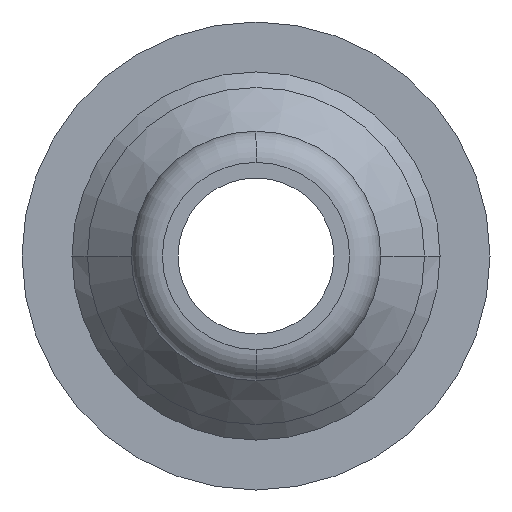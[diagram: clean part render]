
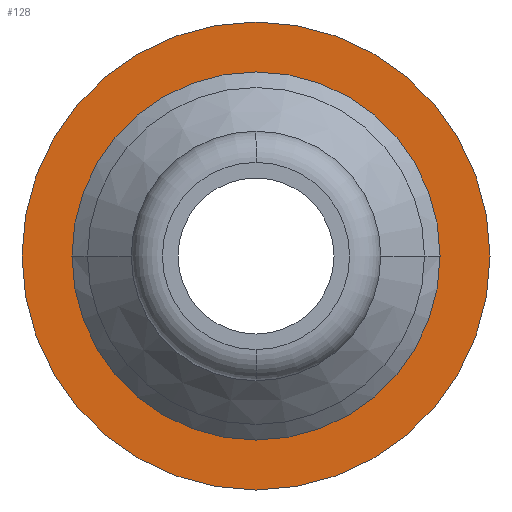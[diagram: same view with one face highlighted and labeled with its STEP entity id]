
A CAD part, front view. The second image highlights one B-rep face of the part: STEP entity #128.
In plain terms, the highlighted planar face has unit normal (0, -1, 0).
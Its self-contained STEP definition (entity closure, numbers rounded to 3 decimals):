
#128=ADVANCED_FACE('',(#281,#282),#283,.T.);
#281=FACE_OUTER_BOUND('',#460,.T.);
#282=FACE_BOUND('',#461,.T.);
#283=PLANE('',#462);
#460=EDGE_LOOP('',(#760,#761));
#461=EDGE_LOOP('',(#762,#763));
#462=AXIS2_PLACEMENT_3D('',#764,#765,#766);
#760=ORIENTED_EDGE('',*,*,#1099,.T.);
#761=ORIENTED_EDGE('',*,*,#1020,.T.);
#762=ORIENTED_EDGE('',*,*,#1050,.F.);
#763=ORIENTED_EDGE('',*,*,#1100,.F.);
#764=CARTESIAN_POINT('',(0.0,24.0,0.0));
#765=DIRECTION('',(0.0,-1.0,0.0));
#766=DIRECTION('',(-1.0,0.0,0.0));
#1020=EDGE_CURVE('',#1208,#1205,#1209,.T.);
#1050=EDGE_CURVE('',#1257,#1255,#1259,.T.);
#1099=EDGE_CURVE('',#1205,#1208,#1325,.T.);
#1100=EDGE_CURVE('',#1255,#1257,#1326,.T.);
#1205=VERTEX_POINT('',#1443);
#1208=VERTEX_POINT('',#1447);
#1209=CIRCLE('',#1448,7.5);
#1255=VERTEX_POINT('',#1503);
#1257=VERTEX_POINT('',#1506);
#1259=CIRCLE('',#1509,5.9);
#1325=CIRCLE('',#1587,7.5);
#1326=CIRCLE('',#1588,5.9);
#1443=CARTESIAN_POINT('',(7.5,24.0,0.0));
#1447=CARTESIAN_POINT('',(-7.5,24.0,0.));
#1448=AXIS2_PLACEMENT_3D('',#1715,#1716,#1717);
#1503=CARTESIAN_POINT('',(5.9,24.0,0.));
#1506=CARTESIAN_POINT('',(-5.9,24.0,0.));
#1509=AXIS2_PLACEMENT_3D('',#1765,#1766,#1767);
#1587=AXIS2_PLACEMENT_3D('',#1846,#1847,#1848);
#1588=AXIS2_PLACEMENT_3D('',#1849,#1850,#1851);
#1715=CARTESIAN_POINT('',(0.0,24.0,0.0));
#1716=DIRECTION('',(0.0,-1.0,0.0));
#1717=DIRECTION('',(1.0,0.0,0.0));
#1765=CARTESIAN_POINT('',(0.0,24.0,0.0));
#1766=DIRECTION('',(0.0,-1.0,0.0));
#1767=DIRECTION('',(1.0,0.0,0.0));
#1846=CARTESIAN_POINT('',(0.0,24.0,0.0));
#1847=DIRECTION('',(0.0,-1.0,0.0));
#1848=DIRECTION('',(1.0,0.0,0.0));
#1849=CARTESIAN_POINT('',(0.0,24.0,0.0));
#1850=DIRECTION('',(0.0,-1.0,0.0));
#1851=DIRECTION('',(1.0,0.0,0.0));
